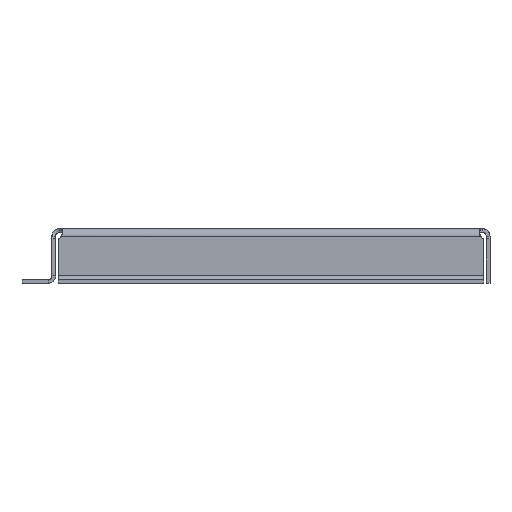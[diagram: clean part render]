
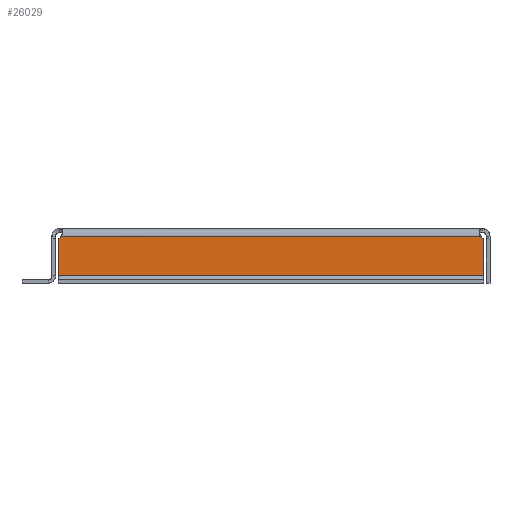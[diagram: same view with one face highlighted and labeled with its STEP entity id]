
A CAD part, front view. The second image highlights one B-rep face of the part: STEP entity #26029.
In plain terms, the highlighted planar face has unit normal (0, -1, 0).
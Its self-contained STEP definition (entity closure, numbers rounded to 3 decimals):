
#558=PLANE('',#27460);
#1801=FACE_OUTER_BOUND('',#3432,.T.);
#3432=EDGE_LOOP('',(#21555,#21556,#21557,#21558,#21559,#21560));
#4658=LINE('',#35436,#8269);
#4680=LINE('',#35492,#8291);
#7045=LINE('',#40650,#10656);
#7046=LINE('',#40652,#10657);
#8269=VECTOR('',#28880,10.);
#8291=VECTOR('',#28944,10.);
#10656=VECTOR('',#31841,10.);
#10657=VECTOR('',#31842,10.);
#11847=CIRCLE('',#27458,2.);
#11849=CIRCLE('',#27461,2.);
#12054=VERTEX_POINT('',#35422);
#12055=VERTEX_POINT('',#35426);
#12069=VERTEX_POINT('',#35491);
#14338=VERTEX_POINT('',#40642);
#14339=VERTEX_POINT('',#40644);
#14341=VERTEX_POINT('',#40651);
#14594=EDGE_CURVE('',#12054,#12055,#4658,.T.);
#14620=EDGE_CURVE('',#12069,#12054,#4680,.T.);
#17094=EDGE_CURVE('',#14339,#14338,#11847,.T.);
#17097=EDGE_CURVE('',#12055,#14339,#7045,.T.);
#17098=EDGE_CURVE('',#14338,#14341,#7046,.T.);
#17099=EDGE_CURVE('',#14341,#12069,#11849,.T.);
#21555=ORIENTED_EDGE('',*,*,#14594,.T.);
#21556=ORIENTED_EDGE('',*,*,#17097,.T.);
#21557=ORIENTED_EDGE('',*,*,#17094,.T.);
#21558=ORIENTED_EDGE('',*,*,#17098,.T.);
#21559=ORIENTED_EDGE('',*,*,#17099,.T.);
#21560=ORIENTED_EDGE('',*,*,#14620,.T.);
#26029=ADVANCED_FACE('',(#1801),#558,.T.);
#27458=AXIS2_PLACEMENT_3D('',#40645,#31834,#31835);
#27460=AXIS2_PLACEMENT_3D('',#40649,#31839,#31840);
#27461=AXIS2_PLACEMENT_3D('',#40653,#31843,#31844);
#28880=DIRECTION('',(1.,0.,0.));
#28944=DIRECTION('',(0.,0.,-1.));
#31834=DIRECTION('center_axis',(0.,1.,0.));
#31835=DIRECTION('ref_axis',(-1.,0.,0.));
#31839=DIRECTION('center_axis',(0.,-1.,0.));
#31840=DIRECTION('ref_axis',(1.,0.,0.));
#31841=DIRECTION('',(0.,0.,1.));
#31842=DIRECTION('',(-1.,0.,0.));
#31843=DIRECTION('center_axis',(0.,1.,0.));
#31844=DIRECTION('ref_axis',(-1.,0.,0.));
#35422=CARTESIAN_POINT('',(99.367,138.655,7.3));
#35426=CARTESIAN_POINT('',(212.993,138.655,7.3));
#35436=CARTESIAN_POINT('',(127.774,138.655,7.3));
#35491=CARTESIAN_POINT('',(99.367,138.655,17.205));
#35492=CARTESIAN_POINT('',(99.367,138.655,17.89));
#40642=CARTESIAN_POINT('',(212.181,138.655,17.89));
#40644=CARTESIAN_POINT('',(212.993,138.655,17.205));
#40645=CARTESIAN_POINT('Origin',(213.831,138.655,19.021));
#40649=CARTESIAN_POINT('Origin',(156.18,138.655,12.71));
#40650=CARTESIAN_POINT('',(212.993,138.655,17.89));
#40651=CARTESIAN_POINT('',(100.179,138.655,17.89));
#40652=CARTESIAN_POINT('',(156.18,138.655,17.89));
#40653=CARTESIAN_POINT('Origin',(98.529,138.655,19.021));
